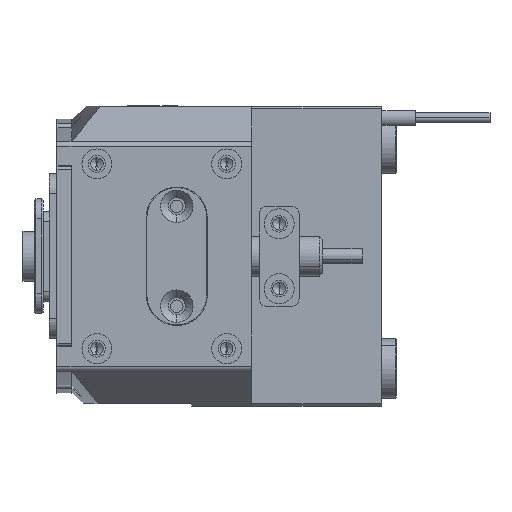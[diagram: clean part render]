
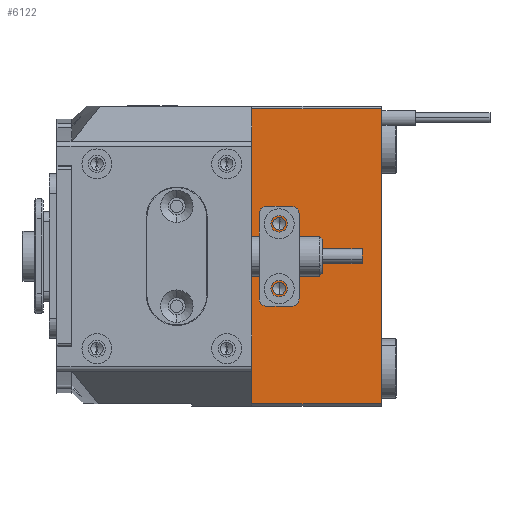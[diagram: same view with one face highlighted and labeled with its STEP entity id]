
A CAD part, left-side view. The second image highlights one B-rep face of the part: STEP entity #6122.
In plain terms, the highlighted planar face has unit normal (-1, 0, 0).
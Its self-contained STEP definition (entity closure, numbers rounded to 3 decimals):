
#73 = CIRCLE ( 'NONE', #20452, 1.25 ) ;
#322 = CARTESIAN_POINT ( 'NONE',  ( -50.5, -11., 30. ) ) ;
#419 = VERTEX_POINT ( 'NONE', #17402 ) ;
#775 = DIRECTION ( 'NONE',  ( 0., 0., -1. ) ) ;
#1903 = CARTESIAN_POINT ( 'NONE',  ( -50.5, -16.5, -6.5 ) ) ;
#2768 = DIRECTION ( 'NONE',  ( -1., 0., 0. ) ) ;
#3377 = CIRCLE ( 'NONE', #45308, 1.25 ) ;
#4210 = LINE ( 'NONE', #40543, #28970 ) ;
#4979 = ORIENTED_EDGE ( 'NONE', *, *, #44762, .T. ) ;
#5736 = VERTEX_POINT ( 'NONE', #46786 ) ;
#6122 = ADVANCED_FACE ( 'NONE', ( #18917, #17177, #41453 ), #8639, .F. ) ;
#7765 = DIRECTION ( 'NONE',  ( 0., 1., 0. ) ) ;
#8215 = DIRECTION ( 'NONE',  ( 0., 0., -1. ) ) ;
#8639 = PLANE ( 'NONE',  #37600 ) ;
#8812 = EDGE_LOOP ( 'NONE', ( #10239, #9729 ) ) ;
#8836 = AXIS2_PLACEMENT_3D ( 'NONE', #25243, #2768, #29089 ) ;
#8874 = VECTOR ( 'NONE', #8215, 1000. ) ;
#8899 = VERTEX_POINT ( 'NONE', #23159 ) ;
#9455 = CARTESIAN_POINT ( 'NONE',  ( -50.5, -16.5, -5.25 ) ) ;
#9729 = ORIENTED_EDGE ( 'NONE', *, *, #23517, .F. ) ;
#10239 = ORIENTED_EDGE ( 'NONE', *, *, #37963, .F. ) ;
#11114 = CARTESIAN_POINT ( 'NONE',  ( -50.5, -16.5, 5.25 ) ) ;
#11412 = CARTESIAN_POINT ( 'NONE',  ( -50.5, -37., 29.5 ) ) ;
#11684 = VECTOR ( 'NONE', #775, 1000. ) ;
#11686 = VERTEX_POINT ( 'NONE', #9455 ) ;
#12087 = ORIENTED_EDGE ( 'NONE', *, *, #39066, .T. ) ;
#12792 = VERTEX_POINT ( 'NONE', #45108 ) ;
#13875 = VERTEX_POINT ( 'NONE', #31948 ) ;
#15845 = LINE ( 'NONE', #46102, #11684 ) ;
#16130 = DIRECTION ( 'NONE',  ( 1., 0., 0. ) ) ;
#16822 = ORIENTED_EDGE ( 'NONE', *, *, #20653, .F. ) ;
#17177 = FACE_BOUND ( 'NONE', #8812, .T. ) ;
#17402 = CARTESIAN_POINT ( 'NONE',  ( -50.5, -16.5, -7.75 ) ) ;
#18619 = CARTESIAN_POINT ( 'NONE',  ( -50.5, -16.5, 6.5 ) ) ;
#18917 = FACE_BOUND ( 'NONE', #29631, .T. ) ;
#19835 = CIRCLE ( 'NONE', #29365, 1.25 ) ;
#20120 = DIRECTION ( 'NONE',  ( -1., 0., 0. ) ) ;
#20452 = AXIS2_PLACEMENT_3D ( 'NONE', #18619, #37140, #30364 ) ;
#20479 = CIRCLE ( 'NONE', #8836, 1.25 ) ;
#20653 = EDGE_CURVE ( 'NONE', #33847, #13875, #15845, .T. ) ;
#21005 = VERTEX_POINT ( 'NONE', #11114 ) ;
#23159 = CARTESIAN_POINT ( 'NONE',  ( -50.5, -11., 29.5 ) ) ;
#23517 = EDGE_CURVE ( 'NONE', #419, #11686, #19835, .T. ) ;
#24388 = DIRECTION ( 'NONE',  ( -1., 0., 0. ) ) ;
#25243 = CARTESIAN_POINT ( 'NONE',  ( -50.5, -16.5, -6.5 ) ) ;
#25358 = ORIENTED_EDGE ( 'NONE', *, *, #26494, .F. ) ;
#26494 = EDGE_CURVE ( 'NONE', #21005, #5736, #3377, .T. ) ;
#28773 = DIRECTION ( 'NONE',  ( 0., -1., 0. ) ) ;
#28970 = VECTOR ( 'NONE', #28773, 1000. ) ;
#29089 = DIRECTION ( 'NONE',  ( 0., 0., 1. ) ) ;
#29340 = ORIENTED_EDGE ( 'NONE', *, *, #32286, .F. ) ;
#29365 = AXIS2_PLACEMENT_3D ( 'NONE', #1903, #24388, #35446 ) ;
#29631 = EDGE_LOOP ( 'NONE', ( #29340, #25358 ) ) ;
#30364 = DIRECTION ( 'NONE',  ( 0., 0., 1. ) ) ;
#31948 = CARTESIAN_POINT ( 'NONE',  ( -50.5, -37., -29.5 ) ) ;
#32286 = EDGE_CURVE ( 'NONE', #5736, #21005, #73, .T. ) ;
#33847 = VERTEX_POINT ( 'NONE', #42650 ) ;
#34351 = EDGE_LOOP ( 'NONE', ( #4979, #47089, #16822, #12087 ) ) ;
#35446 = DIRECTION ( 'NONE',  ( 0., 0., 1. ) ) ;
#35630 = EDGE_CURVE ( 'NONE', #12792, #13875, #4210, .T. ) ;
#37140 = DIRECTION ( 'NONE',  ( -1., 0., 0. ) ) ;
#37600 = AXIS2_PLACEMENT_3D ( 'NONE', #42471, #16130, #45916 ) ;
#37963 = EDGE_CURVE ( 'NONE', #11686, #419, #20479, .T. ) ;
#38248 = VECTOR ( 'NONE', #7765, 1000. ) ;
#38810 = CARTESIAN_POINT ( 'NONE',  ( -50.5, -16.5, 6.5 ) ) ;
#39066 = EDGE_CURVE ( 'NONE', #33847, #8899, #45953, .T. ) ;
#39324 = DIRECTION ( 'NONE',  ( 0., 0., 1. ) ) ;
#40543 = CARTESIAN_POINT ( 'NONE',  ( -50.5, -37., -29.5 ) ) ;
#41453 = FACE_OUTER_BOUND ( 'NONE', #34351, .T. ) ;
#42471 = CARTESIAN_POINT ( 'NONE',  ( -50.5, -37., 30. ) ) ;
#42650 = CARTESIAN_POINT ( 'NONE',  ( -50.5, -37., 29.5 ) ) ;
#44762 = EDGE_CURVE ( 'NONE', #8899, #12792, #47436, .T. ) ;
#45108 = CARTESIAN_POINT ( 'NONE',  ( -50.5, -11., -29.5 ) ) ;
#45308 = AXIS2_PLACEMENT_3D ( 'NONE', #38810, #20120, #39324 ) ;
#45916 = DIRECTION ( 'NONE',  ( 0., 1., 0. ) ) ;
#45953 = LINE ( 'NONE', #11412, #38248 ) ;
#46102 = CARTESIAN_POINT ( 'NONE',  ( -50.5, -37., 30. ) ) ;
#46786 = CARTESIAN_POINT ( 'NONE',  ( -50.5, -16.5, 7.75 ) ) ;
#47089 = ORIENTED_EDGE ( 'NONE', *, *, #35630, .T. ) ;
#47436 = LINE ( 'NONE', #322, #8874 ) ;
